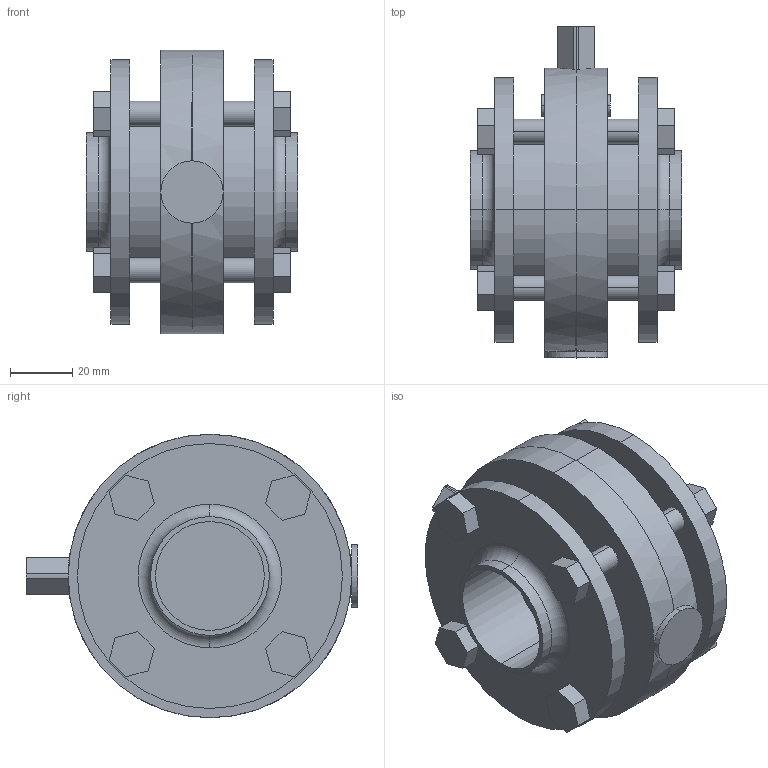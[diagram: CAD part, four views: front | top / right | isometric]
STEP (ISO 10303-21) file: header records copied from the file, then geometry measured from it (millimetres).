
FILE_DESCRIPTION (( 'STEP AP203' ), '1' );
FILE_NAME ('A490 W_W OD 1.5_10.010.16.0007.STEP', '2020-09-30T03:22:20', ( '' ), ( '' ), 'SwSTEP 2.0', 'SolidWorks 2018', '' );
FILE_SCHEMA (( 'CONFIG_CONTROL_DESIGN' ));
Length unit declared in the file: millimetre
Products named in the file (3): A490 W_W OD 1.5_10.010.16.0007; 10.010.15.0002_OD 1«"; 10.010.15.0014_W OD 1«"
Assembly tree (3 placements, depth 2):
  A490 W_W OD 1.5_10.010.16.0007
    10.010.15.0002_OD 1«"
    10.010.15.0014_W OD 1«"  x2
Bounding box: 68 x 106.5 x 91 mm (x, y, z)
Volume: 231315.6 mm3; surface area: 67318.8 mm2
Topology: 3 solids, 3 shells, 139 faces, 332 edges, 220 vertices
Faces by surface type: plane 85, cylinder 50, torus 4
Entity records: 2681 total; most frequent: CARTESIAN_POINT 473, DIRECTION 414, ORIENTED_EDGE 368, EDGE_CURVE 184, AXIS2_PLACEMENT_3D 149, VERTEX_POINT 122, LINE 116, VECTOR 116
